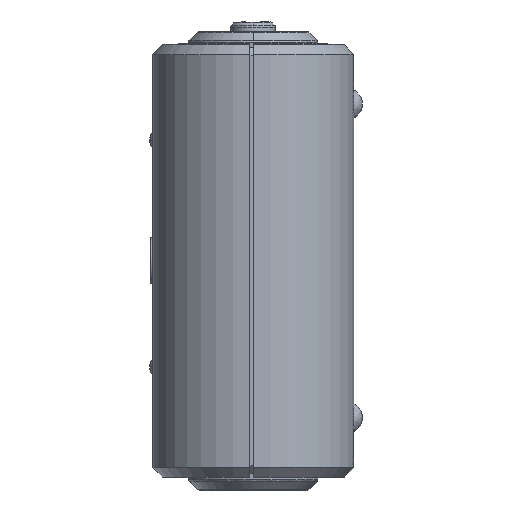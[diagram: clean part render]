
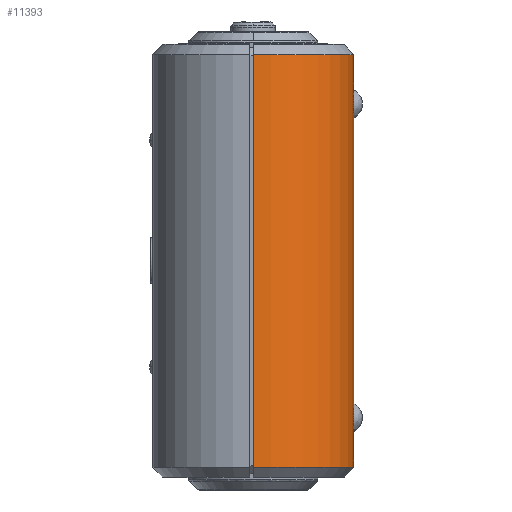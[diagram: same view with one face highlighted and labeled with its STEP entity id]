
A CAD part, left-side view. The second image highlights one B-rep face of the part: STEP entity #11393.
In plain terms, the highlighted cylindrical face has radius 12.5 mm (diameter 25 mm), a partial arc.
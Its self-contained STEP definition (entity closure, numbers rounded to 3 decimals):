
#57 = VECTOR ( 'NONE', #8973, 1000. ) ;
#85 = EDGE_LOOP ( 'NONE', ( #9940, #7574, #6075, #8338, #9753, #1445, #11576, #10075 ) ) ;
#115 = CARTESIAN_POINT ( 'NONE',  ( -38.5, 0., -30. ) ) ;
#474 = CYLINDRICAL_SURFACE ( 'NONE', #832, 12.5 ) ;
#591 = CARTESIAN_POINT ( 'NONE',  ( -38.905, -12.494, -18.946 ) ) ;
#599 = CARTESIAN_POINT ( 'NONE',  ( -38.778, -12.497, 18.631 ) ) ;
#807 = VERTEX_POINT ( 'NONE', #6074 ) ;
#812 = CIRCLE ( 'NONE', #8281, 12.5 ) ;
#832 = AXIS2_PLACEMENT_3D ( 'NONE', #115, #11659, #6780 ) ;
#1445 = ORIENTED_EDGE ( 'NONE', *, *, #5915, .T. ) ;
#1840 = LINE ( 'NONE', #5345, #9244 ) ;
#2159 = VERTEX_POINT ( 'NONE', #11561 ) ;
#2269 = LINE ( 'NONE', #9087, #57 ) ;
#2519 = LINE ( 'NONE', #2630, #7637 ) ;
#2630 = CARTESIAN_POINT ( 'NONE',  ( -51., 0., -30. ) ) ;
#2652 = VERTEX_POINT ( 'NONE', #2846 ) ;
#2846 = CARTESIAN_POINT ( 'NONE',  ( -38.5, -12.5, -20.725 ) ) ;
#3123 = B_SPLINE_CURVE_WITH_KNOTS ( 'NONE', 3,
 ( #9264, #9194, #3188, #3479, #3458, #3224, #3376, #6114, #591, #10456, #10614, #10221 ),
 .UNSPECIFIED., .F., .F.,
 ( 4, 2, 2, 2, 2, 4 ),
 ( -0.001, -0.001, 0., 0., 0.001, 0.001 ),
 .UNSPECIFIED. ) ;
#3188 = CARTESIAN_POINT ( 'NONE',  ( -38.778, -12.497, -20.369 ) ) ;
#3224 = CARTESIAN_POINT ( 'NONE',  ( -38.991, -12.49, -19.387 ) ) ;
#3376 = CARTESIAN_POINT ( 'NONE',  ( -38.98, -12.491, -19.275 ) ) ;
#3458 = CARTESIAN_POINT ( 'NONE',  ( -38.991, -12.49, -19.727 ) ) ;
#3472 = CARTESIAN_POINT ( 'NONE',  ( -38.5, -12.5, 18.275 ) ) ;
#3479 = CARTESIAN_POINT ( 'NONE',  ( -38.947, -12.492, -19.95 ) ) ;
#3887 = EDGE_CURVE ( 'NONE', #8368, #10725, #6597, .T. ) ;
#4024 = EDGE_CURVE ( 'NONE', #10725, #5014, #2519, .T. ) ;
#4072 = VERTEX_POINT ( 'NONE', #6630 ) ;
#4435 = EDGE_CURVE ( 'NONE', #2652, #4072, #3123, .T. ) ;
#4515 = DIRECTION ( 'NONE',  ( 0., 0., -1. ) ) ;
#5014 = VERTEX_POINT ( 'NONE', #8783 ) ;
#5345 = CARTESIAN_POINT ( 'NONE',  ( -38.5, -12.5, -30. ) ) ;
#5636 = CARTESIAN_POINT ( 'NONE',  ( -38.5, -12.5, 20.725 ) ) ;
#5682 = AXIS2_PLACEMENT_3D ( 'NONE', #10341, #10064, #10042 ) ;
#5915 = EDGE_CURVE ( 'NONE', #2159, #10808, #9134, .T. ) ;
#6031 = EDGE_CURVE ( 'NONE', #2159, #4072, #2269, .T. ) ;
#6074 = CARTESIAN_POINT ( 'NONE',  ( -38.5, -12.5, -25.652 ) ) ;
#6075 = ORIENTED_EDGE ( 'NONE', *, *, #9541, .F. ) ;
#6114 = CARTESIAN_POINT ( 'NONE',  ( -38.937, -12.492, -19.055 ) ) ;
#6191 = FACE_OUTER_BOUND ( 'NONE', #85, .T. ) ;
#6356 = CARTESIAN_POINT ( 'NONE',  ( -38.991, -12.49, 19.273 ) ) ;
#6421 = CARTESIAN_POINT ( 'NONE',  ( -38.947, -12.492, 19.05 ) ) ;
#6597 = CIRCLE ( 'NONE', #5682, 12.5 ) ;
#6630 = CARTESIAN_POINT ( 'NONE',  ( -38.5, -12.5, -18.275 ) ) ;
#6780 = DIRECTION ( 'NONE',  ( 1., 0., 0. ) ) ;
#7231 = CARTESIAN_POINT ( 'NONE',  ( -38.991, -12.49, 19.613 ) ) ;
#7574 = ORIENTED_EDGE ( 'NONE', *, *, #8672, .T. ) ;
#7637 = VECTOR ( 'NONE', #4515, 1000. ) ;
#7900 = CARTESIAN_POINT ( 'NONE',  ( -38.5, -12.5, -30. ) ) ;
#8281 = AXIS2_PLACEMENT_3D ( 'NONE', #11085, #11059, #11041 ) ;
#8338 = ORIENTED_EDGE ( 'NONE', *, *, #4435, .T. ) ;
#8368 = VERTEX_POINT ( 'NONE', #11463 ) ;
#8672 = EDGE_CURVE ( 'NONE', #5014, #807, #812, .T. ) ;
#8783 = CARTESIAN_POINT ( 'NONE',  ( -51., 0., -25.652 ) ) ;
#8973 = DIRECTION ( 'NONE',  ( 0., 0., -1. ) ) ;
#9087 = CARTESIAN_POINT ( 'NONE',  ( -38.5, -12.5, -30. ) ) ;
#9134 = B_SPLINE_CURVE_WITH_KNOTS ( 'NONE', 3,
 ( #3472, #10324, #599, #6421, #6356, #7231, #12411, #12376, #12275, #11794, #11676, #11477 ),
 .UNSPECIFIED., .F., .F.,
 ( 4, 2, 2, 2, 2, 4 ),
 ( -0.001, -0.001, 0., 0., 0.001, 0.001 ),
 .UNSPECIFIED. ) ;
#9194 = CARTESIAN_POINT ( 'NONE',  ( -38.656, -12.5, -20.559 ) ) ;
#9233 = DIRECTION ( 'NONE',  ( 0., 0., -1. ) ) ;
#9244 = VECTOR ( 'NONE', #9233, 1000. ) ;
#9264 = CARTESIAN_POINT ( 'NONE',  ( -38.5, -12.5, -20.725 ) ) ;
#9541 = EDGE_CURVE ( 'NONE', #2652, #807, #12406, .T. ) ;
#9753 = ORIENTED_EDGE ( 'NONE', *, *, #6031, .F. ) ;
#9864 = VECTOR ( 'NONE', #10853, 1000. ) ;
#9940 = ORIENTED_EDGE ( 'NONE', *, *, #4024, .T. ) ;
#10042 = DIRECTION ( 'NONE',  ( 1., 0., 0. ) ) ;
#10064 = DIRECTION ( 'NONE',  ( 0., 0., -1. ) ) ;
#10075 = ORIENTED_EDGE ( 'NONE', *, *, #3887, .T. ) ;
#10221 = CARTESIAN_POINT ( 'NONE',  ( -38.5, -12.5, -18.275 ) ) ;
#10324 = CARTESIAN_POINT ( 'NONE',  ( -38.656, -12.5, 18.441 ) ) ;
#10341 = CARTESIAN_POINT ( 'NONE',  ( -38.5, 0., 25.652 ) ) ;
#10456 = CARTESIAN_POINT ( 'NONE',  ( -38.779, -12.497, -18.632 ) ) ;
#10614 = CARTESIAN_POINT ( 'NONE',  ( -38.656, -12.5, -18.441 ) ) ;
#10626 = EDGE_CURVE ( 'NONE', #8368, #10808, #1840, .T. ) ;
#10725 = VERTEX_POINT ( 'NONE', #11340 ) ;
#10808 = VERTEX_POINT ( 'NONE', #5636 ) ;
#10853 = DIRECTION ( 'NONE',  ( 0., 0., -1. ) ) ;
#11041 = DIRECTION ( 'NONE',  ( 1., 0., 0. ) ) ;
#11059 = DIRECTION ( 'NONE',  ( 0., 0., 1. ) ) ;
#11085 = CARTESIAN_POINT ( 'NONE',  ( -38.5, 0., -25.652 ) ) ;
#11340 = CARTESIAN_POINT ( 'NONE',  ( -51., 0., 25.652 ) ) ;
#11393 = ADVANCED_FACE ( 'NONE', ( #6191 ), #474, .T. ) ;
#11463 = CARTESIAN_POINT ( 'NONE',  ( -38.5, -12.5, 25.652 ) ) ;
#11477 = CARTESIAN_POINT ( 'NONE',  ( -38.5, -12.5, 20.725 ) ) ;
#11561 = CARTESIAN_POINT ( 'NONE',  ( -38.5, -12.5, 18.275 ) ) ;
#11576 = ORIENTED_EDGE ( 'NONE', *, *, #10626, .F. ) ;
#11659 = DIRECTION ( 'NONE',  ( 0., 0., 1. ) ) ;
#11676 = CARTESIAN_POINT ( 'NONE',  ( -38.656, -12.5, 20.559 ) ) ;
#11794 = CARTESIAN_POINT ( 'NONE',  ( -38.779, -12.497, 20.368 ) ) ;
#12275 = CARTESIAN_POINT ( 'NONE',  ( -38.905, -12.494, 20.054 ) ) ;
#12376 = CARTESIAN_POINT ( 'NONE',  ( -38.937, -12.492, 19.945 ) ) ;
#12406 = LINE ( 'NONE', #7900, #9864 ) ;
#12411 = CARTESIAN_POINT ( 'NONE',  ( -38.98, -12.491, 19.725 ) ) ;
